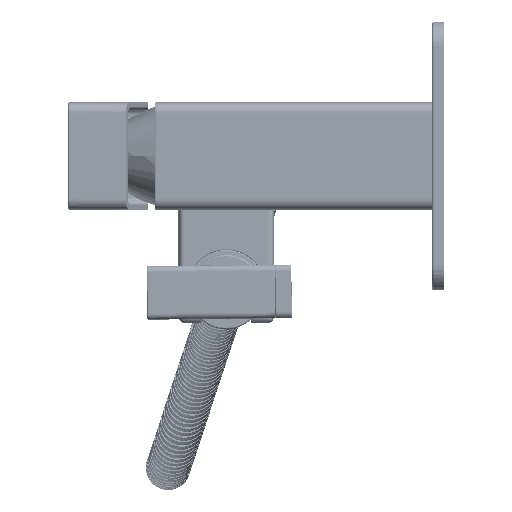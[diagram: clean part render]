
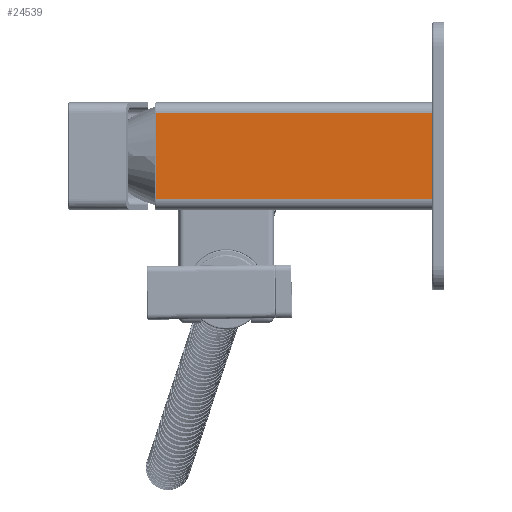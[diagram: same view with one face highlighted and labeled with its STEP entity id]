
A CAD part, left-side view. The second image highlights one B-rep face of the part: STEP entity #24539.
In plain terms, the highlighted planar face has unit normal (-1, 0, 0).
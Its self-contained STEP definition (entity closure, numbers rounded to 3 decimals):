
#21735=DIRECTION('',(0.,0.,-1.));
#21736=VECTOR('',#21735,29.);
#21737=CARTESIAN_POINT('',(-18.,41.059,14.5));
#21738=LINE('',#21737,#21736);
#22147=DIRECTION('',(0.,0.,1.));
#22148=VECTOR('',#22147,29.);
#22149=CARTESIAN_POINT('',(-18.,137.69,-14.5));
#22150=LINE('',#22149,#22148);
#22156=DIRECTION('',(0.,-1.,0.));
#22157=VECTOR('',#22156,96.631);
#22158=CARTESIAN_POINT('',(-18.,137.69,-14.5));
#22159=LINE('',#22158,#22157);
#22160=DIRECTION('',(0.,-1.,0.));
#22161=VECTOR('',#22160,96.631);
#22162=CARTESIAN_POINT('',(-18.,137.69,14.5));
#22163=LINE('',#22162,#22161);
#23606=CARTESIAN_POINT('',(-18.,41.059,14.5));
#23608=VERTEX_POINT('',#23606);
#23615=CARTESIAN_POINT('',(-18.,41.059,-14.5));
#23617=VERTEX_POINT('',#23615);
#23624=CARTESIAN_POINT('',(-18.,137.69,-14.5));
#23625=VERTEX_POINT('',#23624);
#23636=CARTESIAN_POINT('',(-18.,137.69,14.5));
#23637=VERTEX_POINT('',#23636);
#24528=CARTESIAN_POINT('',(-18.,139.19,-18.));
#24529=DIRECTION('',(-1.,0.,0.));
#24530=DIRECTION('',(0.,0.,-1.));
#24531=AXIS2_PLACEMENT_3D('',#24528,#24529,#24530);
#24532=PLANE('',#24531);
#24533=ORIENTED_EDGE('',*,*,#24494,.F.);
#24534=ORIENTED_EDGE('',*,*,#24522,.T.);
#24535=ORIENTED_EDGE('',*,*,#23975,.T.);
#24536=ORIENTED_EDGE('',*,*,#23954,.T.);
#24537=EDGE_LOOP('',(#24533,#24534,#24535,#24536));
#24538=FACE_OUTER_BOUND('',#24537,.F.);
#23954=EDGE_CURVE('',#23608,#23617,#21738,.T.);
#23975=EDGE_CURVE('',#23637,#23608,#22163,.T.);
#24494=EDGE_CURVE('',#23625,#23617,#22159,.T.);
#24522=EDGE_CURVE('',#23625,#23637,#22150,.T.);
#24539=ADVANCED_FACE('',(#24538),#24532,.T.);
